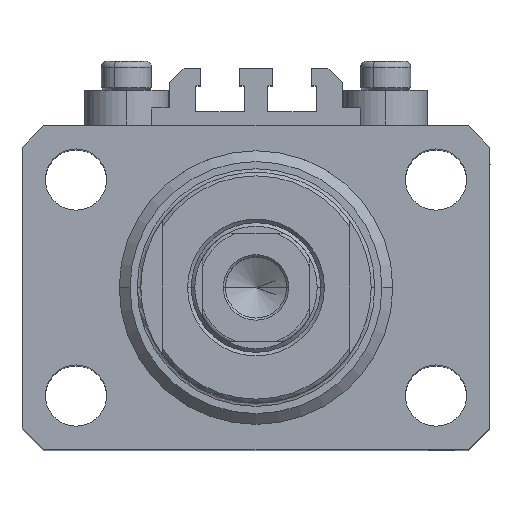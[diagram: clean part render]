
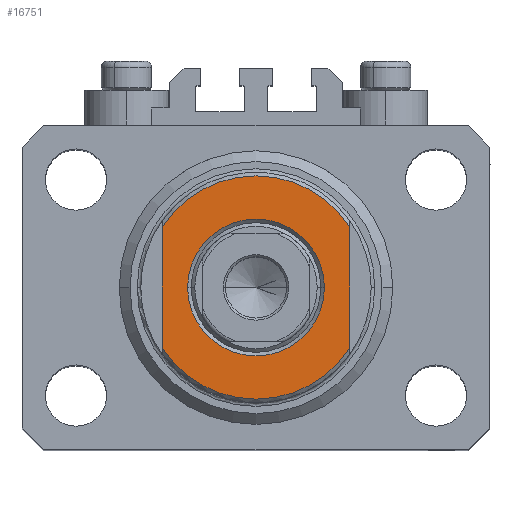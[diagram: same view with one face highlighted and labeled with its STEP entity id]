
A CAD part, top view. The second image highlights one B-rep face of the part: STEP entity #16751.
In plain terms, the highlighted face is planar.
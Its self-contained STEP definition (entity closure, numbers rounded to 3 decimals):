
#192 = AXIS2_PLACEMENT_3D ( 'NONE', #2944, #3664, #18295 ) ;
#1085 = CIRCLE ( 'NONE', #28700, 9.5 ) ;
#1704 = CARTESIAN_POINT ( 'NONE',  ( 13., -8.441, -6.5 ) ) ;
#2049 = CARTESIAN_POINT ( 'NONE',  ( -13., 8.441, -6.5 ) ) ;
#2643 = CARTESIAN_POINT ( 'NONE',  ( 0., 0., -6.5 ) ) ;
#2944 = CARTESIAN_POINT ( 'NONE',  ( 0., 0., -6.5 ) ) ;
#3648 = CARTESIAN_POINT ( 'NONE',  ( -9.5, 0., -6.5 ) ) ;
#3664 = DIRECTION ( 'NONE',  ( 0., 0., -1. ) ) ;
#5168 = VECTOR ( 'NONE', #30683, 1000. ) ;
#5236 = DIRECTION ( 'NONE',  ( 0., -1., 0. ) ) ;
#8069 = ORIENTED_EDGE ( 'NONE', *, *, #38254, .T. ) ;
#8394 = DIRECTION ( 'NONE',  ( 0., 0., -1. ) ) ;
#8419 = ORIENTED_EDGE ( 'NONE', *, *, #46278, .T. ) ;
#11394 = EDGE_CURVE ( 'NONE', #29577, #47084, #40816, .T. ) ;
#11694 = DIRECTION ( 'NONE',  ( 0., 0., -1. ) ) ;
#11795 = EDGE_CURVE ( 'NONE', #45610, #16148, #38826, .T. ) ;
#12240 = FACE_OUTER_BOUND ( 'NONE', #33031, .T. ) ;
#12265 = CIRCLE ( 'NONE', #18377, 15.5 ) ;
#12929 = CARTESIAN_POINT ( 'NONE',  ( -13., -43.081, -6.5 ) ) ;
#15560 = AXIS2_PLACEMENT_3D ( 'NONE', #46039, #8394, #23026 ) ;
#15675 = VERTEX_POINT ( 'NONE', #1704 ) ;
#16148 = VERTEX_POINT ( 'NONE', #41860 ) ;
#16301 = FACE_BOUND ( 'NONE', #30432, .T. ) ;
#16395 = DIRECTION ( 'NONE',  ( -1., 0., 0. ) ) ;
#16751 = ADVANCED_FACE ( 'NONE', ( #16301, #12240 ), #23738, .T. ) ;
#16910 = ORIENTED_EDGE ( 'NONE', *, *, #11795, .F. ) ;
#18295 = DIRECTION ( 'NONE',  ( -1., 0., 0. ) ) ;
#18377 = AXIS2_PLACEMENT_3D ( 'NONE', #2643, #11694, #29927 ) ;
#20115 = CIRCLE ( 'NONE', #192, 15.5 ) ;
#20565 = CARTESIAN_POINT ( 'NONE',  ( 9.5, 0., -6.5 ) ) ;
#20576 = DIRECTION ( 'NONE',  ( -1., 0., 0. ) ) ;
#20752 = VERTEX_POINT ( 'NONE', #22750 ) ;
#22750 = CARTESIAN_POINT ( 'NONE',  ( 13., 8.441, -6.5 ) ) ;
#23026 = DIRECTION ( 'NONE',  ( -1., 0., 0. ) ) ;
#23738 = PLANE ( 'NONE',  #15560 ) ;
#26423 = ORIENTED_EDGE ( 'NONE', *, *, #30322, .T. ) ;
#27335 = CARTESIAN_POINT ( 'NONE',  ( 0., 0., -6.5 ) ) ;
#27770 = AXIS2_PLACEMENT_3D ( 'NONE', #42771, #45436, #16395 ) ;
#28700 = AXIS2_PLACEMENT_3D ( 'NONE', #27335, #34999, #20576 ) ;
#29577 = VERTEX_POINT ( 'NONE', #20565 ) ;
#29927 = DIRECTION ( 'NONE',  ( -1., 0., 0. ) ) ;
#30322 = EDGE_CURVE ( 'NONE', #20752, #15675, #45793, .T. ) ;
#30432 = EDGE_LOOP ( 'NONE', ( #8419, #44930 ) ) ;
#30683 = DIRECTION ( 'NONE',  ( 0., -1., 0. ) ) ;
#31189 = EDGE_CURVE ( 'NONE', #45610, #20752, #12265, .T. ) ;
#33031 = EDGE_LOOP ( 'NONE', ( #40649, #26423, #8069, #16910 ) ) ;
#34996 = CARTESIAN_POINT ( 'NONE',  ( 13., -43.081, -6.5 ) ) ;
#34999 = DIRECTION ( 'NONE',  ( 0., 0., 1. ) ) ;
#38254 = EDGE_CURVE ( 'NONE', #15675, #16148, #20115, .T. ) ;
#38826 = LINE ( 'NONE', #12929, #43105 ) ;
#40649 = ORIENTED_EDGE ( 'NONE', *, *, #31189, .T. ) ;
#40816 = CIRCLE ( 'NONE', #27770, 9.5 ) ;
#41860 = CARTESIAN_POINT ( 'NONE',  ( -13., -8.441, -6.5 ) ) ;
#42771 = CARTESIAN_POINT ( 'NONE',  ( 0., 0., -6.5 ) ) ;
#43105 = VECTOR ( 'NONE', #5236, 1000. ) ;
#44930 = ORIENTED_EDGE ( 'NONE', *, *, #11394, .T. ) ;
#45436 = DIRECTION ( 'NONE',  ( 0., 0., 1. ) ) ;
#45610 = VERTEX_POINT ( 'NONE', #2049 ) ;
#45793 = LINE ( 'NONE', #34996, #5168 ) ;
#46039 = CARTESIAN_POINT ( 'NONE',  ( 0., 0., -6.5 ) ) ;
#46278 = EDGE_CURVE ( 'NONE', #47084, #29577, #1085, .T. ) ;
#47084 = VERTEX_POINT ( 'NONE', #3648 ) ;
